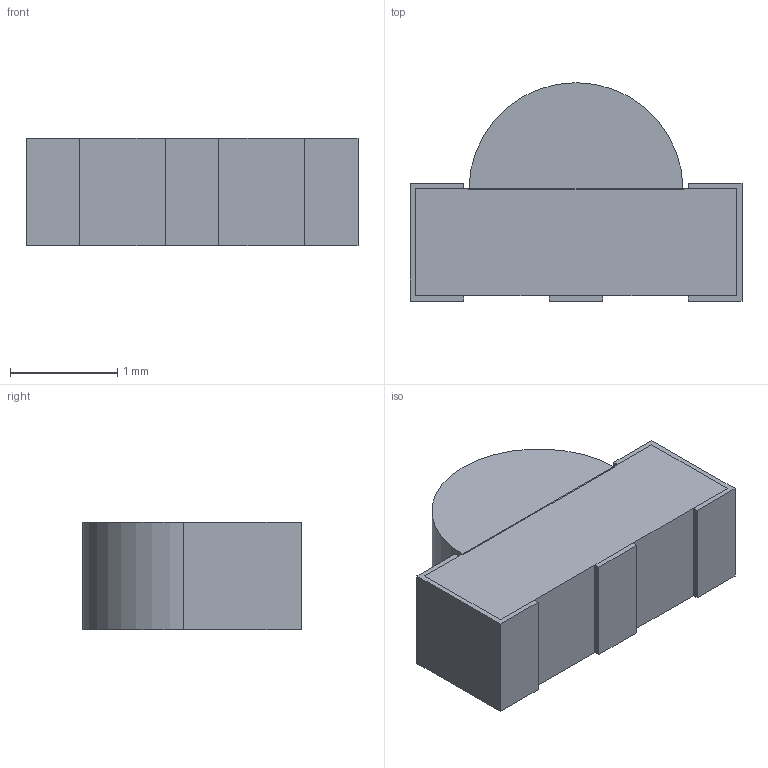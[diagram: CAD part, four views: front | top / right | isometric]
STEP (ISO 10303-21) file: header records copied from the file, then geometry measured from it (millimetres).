
FILE_DESCRIPTION(('FreeCAD Model'),'2;1');
FILE_NAME('PT12-21BTR8.step', '2020-10-02T17:40:52',('kicad StepUp'),('ksu MCAD'), 'Open CASCADE STEP processor 7.3','FreeCAD','Unknown');
FILE_SCHEMA(('AUTOMOTIVE_DESIGN { 1 0 10303 214 1 1 1 1 }'));
Length unit declared in the file: millimetre
Products named in the file (1): PT12-21B/TR8
Bounding box: 3.1 x 2.04 x 1 mm (x, y, z)
Volume: 4.8 mm3; surface area: 19.4 mm2
Topology: 1 solids, 1 shells, 30 faces, 78 edges, 50 vertices
Faces by surface type: plane 29, cylinder 1
Entity records: 1124 total; most frequent: CARTESIAN_POINT 159, ORIENTED_EDGE 156, DIRECTION 146, EDGE_CURVE 78, LINE 72, VECTOR 72, VERTEX_POINT 50, AXIS2_PLACEMENT_3D 37
